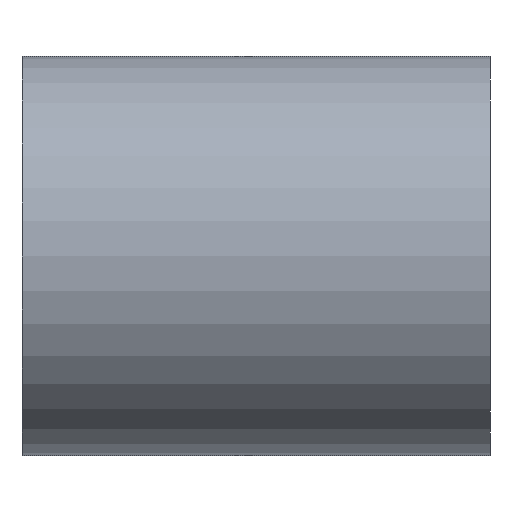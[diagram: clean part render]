
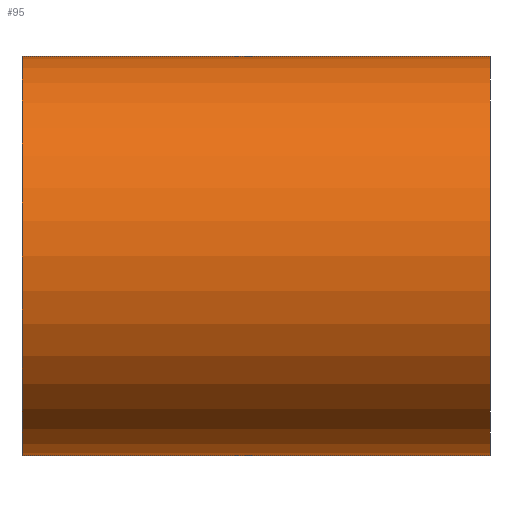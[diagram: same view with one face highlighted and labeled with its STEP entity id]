
A CAD part, front view. The second image highlights one B-rep face of the part: STEP entity #95.
In plain terms, the highlighted cylindrical face has radius 29.85 mm (diameter 59.7 mm), a full revolution.
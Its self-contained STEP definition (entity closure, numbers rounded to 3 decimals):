
#95 = ADVANCED_FACE( '', ( #200, #201 ), #202, .T. );
#200 = FACE_OUTER_BOUND( '', #315, .T. );
#201 = FACE_OUTER_BOUND( '', #316, .T. );
#202 = CYLINDRICAL_SURFACE( '', #317, 29.85 );
#315 = EDGE_LOOP( '', ( #514 ) );
#316 = EDGE_LOOP( '', ( #515 ) );
#317 = AXIS2_PLACEMENT_3D( '', #516, #517, #518 );
#514 = ORIENTED_EDGE( '', *, *, #785, .F. );
#515 = ORIENTED_EDGE( '', *, *, #786, .T. );
#516 = CARTESIAN_POINT( '', ( 70., 0., 0. ) );
#517 = DIRECTION( '', ( 1., 0., 0. ) );
#518 = DIRECTION( '', ( 0., 0., 1. ) );
#785 = EDGE_CURVE( '', #968, #968, #969, .T. );
#786 = EDGE_CURVE( '', #970, #970, #971, .T. );
#968 = VERTEX_POINT( '', #1214 );
#969 = CIRCLE( '', #1215, 29.85 );
#970 = VERTEX_POINT( '', #1216 );
#971 = CIRCLE( '', #1217, 29.85 );
#1214 = CARTESIAN_POINT( '', ( 70., 0., -29.85 ) );
#1215 = AXIS2_PLACEMENT_3D( '', #1389, #1390, #1391 );
#1216 = CARTESIAN_POINT( '', ( 0., 0., -29.85 ) );
#1217 = AXIS2_PLACEMENT_3D( '', #1392, #1393, #1394 );
#1389 = CARTESIAN_POINT( '', ( 70., 0., 0. ) );
#1390 = DIRECTION( '', ( 1., 0., 0. ) );
#1391 = DIRECTION( '', ( 0., 0., -1. ) );
#1392 = CARTESIAN_POINT( '', ( 0., 0., 0. ) );
#1393 = DIRECTION( '', ( 1., 0., 0. ) );
#1394 = DIRECTION( '', ( 0., 0., -1. ) );
